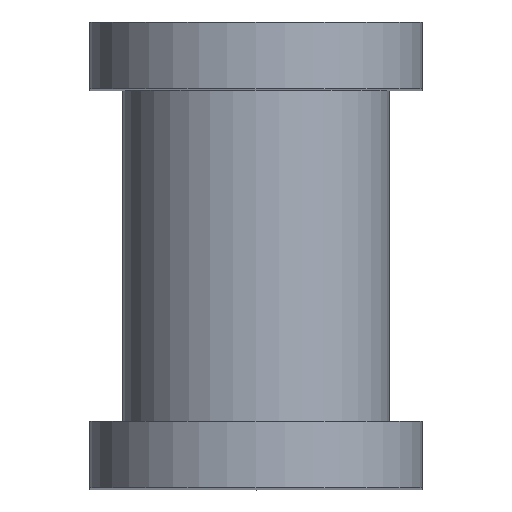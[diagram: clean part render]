
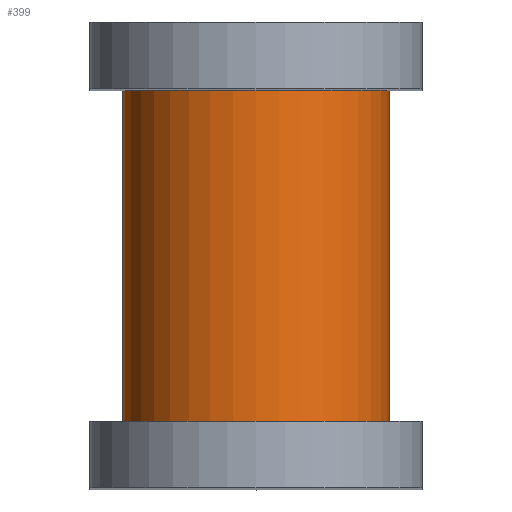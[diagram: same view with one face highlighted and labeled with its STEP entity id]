
A CAD part, top view. The second image highlights one B-rep face of the part: STEP entity #399.
In plain terms, the highlighted cylindrical face has radius 4 mm (diameter 8 mm), a partial arc.
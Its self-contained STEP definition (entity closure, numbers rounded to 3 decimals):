
#99=CYLINDRICAL_SURFACE('',#487,4.);
#121=FACE_OUTER_BOUND('',#144,.T.);
#144=EDGE_LOOP('',(#354,#355,#356,#357));
#171=LINE('',#769,#197);
#172=LINE('',#773,#198);
#197=VECTOR('',#618,10.);
#198=VECTOR('',#623,10.);
#212=CIRCLE('',#482,4.);
#215=CIRCLE('',#488,4.);
#237=VERTEX_POINT('',#753);
#238=VERTEX_POINT('',#755);
#242=VERTEX_POINT('',#767);
#243=VERTEX_POINT('',#771);
#274=EDGE_CURVE('',#237,#238,#212,.T.);
#281=EDGE_CURVE('',#237,#242,#171,.T.);
#282=EDGE_CURVE('',#243,#242,#215,.T.);
#283=EDGE_CURVE('',#238,#243,#172,.T.);
#354=ORIENTED_EDGE('',*,*,#281,.T.);
#355=ORIENTED_EDGE('',*,*,#282,.F.);
#356=ORIENTED_EDGE('',*,*,#283,.F.);
#357=ORIENTED_EDGE('',*,*,#274,.F.);
#399=ADVANCED_FACE('',(#121),#99,.T.);
#482=AXIS2_PLACEMENT_3D('',#756,#604,#605);
#487=AXIS2_PLACEMENT_3D('',#770,#619,#620);
#488=AXIS2_PLACEMENT_3D('',#772,#621,#622);
#604=DIRECTION('center_axis',(0.,-1.,0.));
#605=DIRECTION('ref_axis',(-1.,0.,0.));
#618=DIRECTION('',(0.,1.,0.));
#619=DIRECTION('center_axis',(0.,1.,0.));
#620=DIRECTION('ref_axis',(-1.,0.,0.));
#621=DIRECTION('center_axis',(0.,1.,0.));
#622=DIRECTION('ref_axis',(-1.,0.,0.));
#623=DIRECTION('',(0.,1.,0.));
#753=CARTESIAN_POINT('',(4.,-5.,0.));
#755=CARTESIAN_POINT('',(-4.,-5.,0.));
#756=CARTESIAN_POINT('Origin',(0.,-5.,0.));
#767=CARTESIAN_POINT('',(4.,5.,0.));
#769=CARTESIAN_POINT('',(4.,0.,0.));
#770=CARTESIAN_POINT('Origin',(0.,0.,0.));
#771=CARTESIAN_POINT('',(-4.,5.,0.));
#772=CARTESIAN_POINT('Origin',(0.,5.,0.));
#773=CARTESIAN_POINT('',(-4.,0.,0.));
